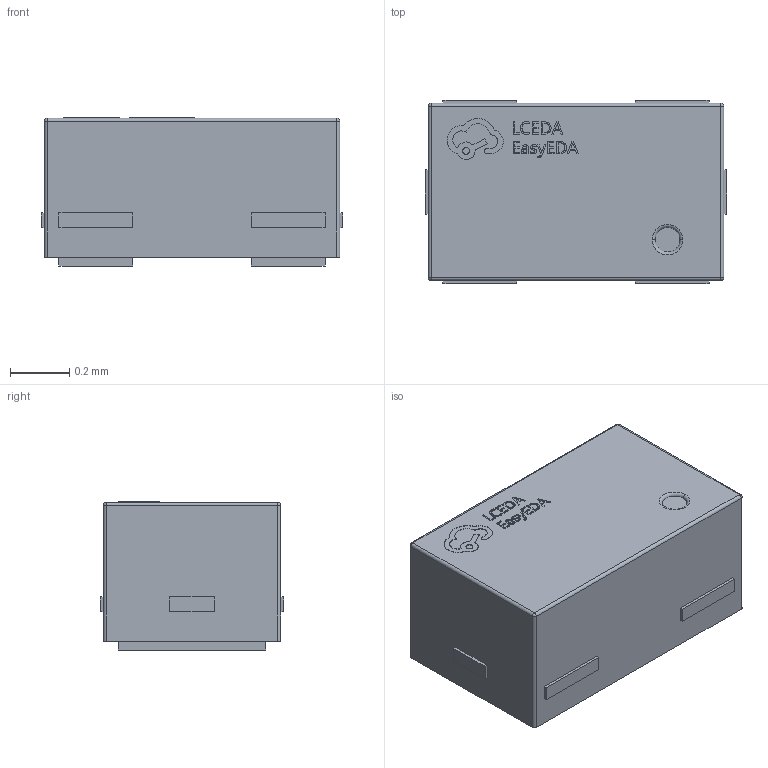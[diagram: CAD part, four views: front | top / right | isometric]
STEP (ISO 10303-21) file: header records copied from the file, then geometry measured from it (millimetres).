
FILE_DESCRIPTION(('FreeCAD Model'),'2;1');
FILE_NAME('Open CASCADE Shape Model','2024-03-22T21:49:50',(''),(''), 'Open CASCADE STEP processor 7.6','FreeCAD','Unknown');
FILE_SCHEMA(('AUTOMOTIVE_DESIGN { 1 0 10303 214 1 1 1 1 }'));
Length unit declared in the file: millimetre
Products named in the file (3): D1; DFN-2L_L1.0-W0.6-P0.65-BI; SOLID
Assembly tree (2 placements, depth 3):
  D1
    DFN-2L_L1.0-W0.6-P0.65-BI
      SOLID
Bounding box: 1.02 x 0.62 x 0.5 mm (x, y, z)
Volume: 0.3 mm3; surface area: 2.8 mm2
Topology: 1 solids, 1 shells, 344 faces, 913 edges, 602 vertices
Faces by surface type: plane 218, bspline 112, cylinder 8, sphere 4, torus 2
Entity records: 12184 total; most frequent: CARTESIAN_POINT 3962, ORIENTED_EDGE 1818, DIRECTION 1173, EDGE_CURVE 909, LINE 659, VECTOR 659, VERTEX_POINT 602, FACE_BOUND 379
